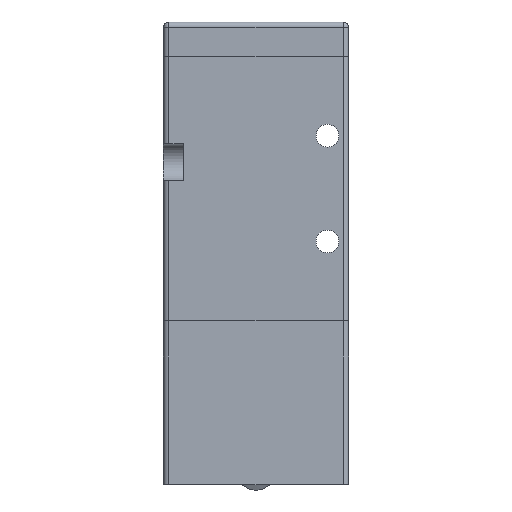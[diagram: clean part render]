
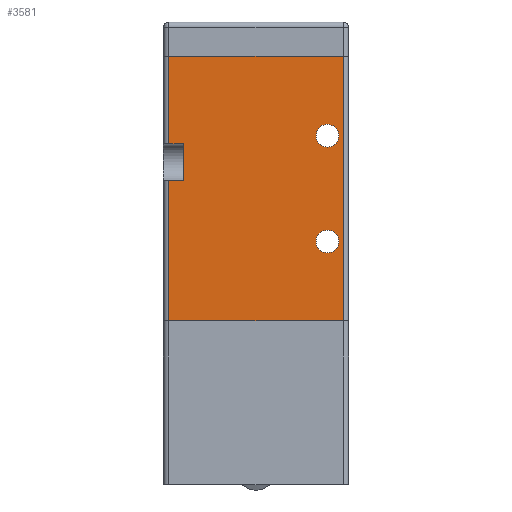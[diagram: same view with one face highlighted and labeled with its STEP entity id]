
A CAD part, front view. The second image highlights one B-rep face of the part: STEP entity #3581.
In plain terms, the highlighted planar face has unit normal (0, -1, 0).
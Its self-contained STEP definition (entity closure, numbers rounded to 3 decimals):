
#35 = VECTOR ( 'NONE', #10661, 1000. ) ;
#147 = DIRECTION ( 'NONE',  ( 0., -1., 0. ) ) ;
#179 = LINE ( 'NONE', #6032, #12296 ) ;
#297 = DIRECTION ( 'NONE',  ( 1., 0., 0. ) ) ;
#364 = ORIENTED_EDGE ( 'NONE', *, *, #1929, .T. ) ;
#367 = CARTESIAN_POINT ( 'NONE',  ( -21.46, -16.627, 15.5 ) ) ;
#578 = CARTESIAN_POINT ( 'NONE',  ( 8.54, -16.627, 30.5 ) ) ;
#616 = CARTESIAN_POINT ( 'NONE',  ( 8.54, -16.627, 50.5 ) ) ;
#617 = DIRECTION ( 'NONE',  ( 0., 1., 0. ) ) ;
#812 = DIRECTION ( 'NONE',  ( 0., 0., -1. ) ) ;
#826 = ORIENTED_EDGE ( 'NONE', *, *, #4801, .T. ) ;
#837 = VERTEX_POINT ( 'NONE', #3212 ) ;
#1141 = ORIENTED_EDGE ( 'NONE', *, *, #5068, .T. ) ;
#1238 = VECTOR ( 'NONE', #2635, 1000. ) ;
#1398 = LINE ( 'NONE', #2228, #6491 ) ;
#1564 = DIRECTION ( 'NONE',  ( 0., 0., -1. ) ) ;
#1627 = ORIENTED_EDGE ( 'NONE', *, *, #11629, .T. ) ;
#1769 = CARTESIAN_POINT ( 'NONE',  ( 8.54, -16.627, 28.35 ) ) ;
#1905 = CARTESIAN_POINT ( 'NONE',  ( 8.54, -16.627, 52.65 ) ) ;
#1909 = ORIENTED_EDGE ( 'NONE', *, *, #4662, .T. ) ;
#1929 = EDGE_CURVE ( 'NONE', #7746, #837, #9081, .T. ) ;
#2011 = EDGE_CURVE ( 'NONE', #9366, #6816, #5652, .T. ) ;
#2228 = CARTESIAN_POINT ( 'NONE',  ( -21.46, -16.627, 15.5 ) ) ;
#2317 = DIRECTION ( 'NONE',  ( 0., 0., -1. ) ) ;
#2401 = DIRECTION ( 'NONE',  ( 0., 1., 0. ) ) ;
#2523 = CARTESIAN_POINT ( 'NONE',  ( 8.54, -16.627, 30.5 ) ) ;
#2592 = CARTESIAN_POINT ( 'NONE',  ( 12.54, -16.627, 65.5 ) ) ;
#2635 = DIRECTION ( 'NONE',  ( -1., 0., 0. ) ) ;
#3098 = EDGE_CURVE ( 'NONE', #6816, #9366, #9635, .T. ) ;
#3212 = CARTESIAN_POINT ( 'NONE',  ( -21.46, -16.627, 42. ) ) ;
#3277 = DIRECTION ( 'NONE',  ( 0., 0., -1. ) ) ;
#3581 = ADVANCED_FACE ( 'NONE', ( #4558, #7411, #6822 ), #11818, .T. ) ;
#3643 = ORIENTED_EDGE ( 'NONE', *, *, #6012, .T. ) ;
#3718 = LINE ( 'NONE', #3851, #11089 ) ;
#3752 = LINE ( 'NONE', #2592, #1238 ) ;
#3806 = DIRECTION ( 'NONE',  ( 0., 0., 1. ) ) ;
#3851 = CARTESIAN_POINT ( 'NONE',  ( 12.54, -16.627, 15.5 ) ) ;
#3867 = AXIS2_PLACEMENT_3D ( 'NONE', #2523, #2401, #2317 ) ;
#3972 = VECTOR ( 'NONE', #5509, 1000. ) ;
#4044 = CARTESIAN_POINT ( 'NONE',  ( -18.66, -16.627, 49. ) ) ;
#4239 = ORIENTED_EDGE ( 'NONE', *, *, #7778, .T. ) ;
#4407 = CARTESIAN_POINT ( 'NONE',  ( 8.54, -16.627, 32.65 ) ) ;
#4456 = ORIENTED_EDGE ( 'NONE', *, *, #9374, .T. ) ;
#4558 = FACE_BOUND ( 'NONE', #6850, .T. ) ;
#4662 = EDGE_CURVE ( 'NONE', #7862, #8090, #7978, .T. ) ;
#4751 = VERTEX_POINT ( 'NONE', #4044 ) ;
#4756 = ORIENTED_EDGE ( 'NONE', *, *, #10350, .T. ) ;
#4801 = EDGE_CURVE ( 'NONE', #837, #11769, #1398, .T. ) ;
#4973 = VECTOR ( 'NONE', #297, 1000. ) ;
#5035 = ORIENTED_EDGE ( 'NONE', *, *, #3098, .T. ) ;
#5061 = CARTESIAN_POINT ( 'NONE',  ( 12.54, -16.627, 49. ) ) ;
#5068 = EDGE_CURVE ( 'NONE', #8090, #11281, #3752, .T. ) ;
#5275 = DIRECTION ( 'NONE',  ( 0., 1., 0. ) ) ;
#5509 = DIRECTION ( 'NONE',  ( -1., 0., 0. ) ) ;
#5652 = CIRCLE ( 'NONE', #11105, 2.15 ) ;
#5664 = VERTEX_POINT ( 'NONE', #1905 ) ;
#5989 = EDGE_CURVE ( 'NONE', #12408, #4751, #10054, .T. ) ;
#6012 = EDGE_CURVE ( 'NONE', #4751, #7746, #179, .T. ) ;
#6032 = CARTESIAN_POINT ( 'NONE',  ( -18.66, -16.627, 15.5 ) ) ;
#6043 = CIRCLE ( 'NONE', #12331, 2.15 ) ;
#6359 = CARTESIAN_POINT ( 'NONE',  ( -21.46, -16.627, 15.5 ) ) ;
#6491 = VECTOR ( 'NONE', #10855, 1000. ) ;
#6561 = CARTESIAN_POINT ( 'NONE',  ( 12.54, -16.627, 42. ) ) ;
#6816 = VERTEX_POINT ( 'NONE', #1769 ) ;
#6822 = FACE_OUTER_BOUND ( 'NONE', #9036, .T. ) ;
#6850 = EDGE_LOOP ( 'NONE', ( #1627, #4456 ) ) ;
#7003 = DIRECTION ( 'NONE',  ( 0., 0., -1. ) ) ;
#7313 = DIRECTION ( 'NONE',  ( 0., 1., 0. ) ) ;
#7411 = FACE_BOUND ( 'NONE', #10865, .T. ) ;
#7494 = CARTESIAN_POINT ( 'NONE',  ( -21.46, -16.627, 65.5 ) ) ;
#7532 = ORIENTED_EDGE ( 'NONE', *, *, #2011, .T. ) ;
#7558 = VECTOR ( 'NONE', #3277, 1000. ) ;
#7705 = VERTEX_POINT ( 'NONE', #8556 ) ;
#7730 = DIRECTION ( 'NONE',  ( 1., 0., 0. ) ) ;
#7746 = VERTEX_POINT ( 'NONE', #10485 ) ;
#7778 = EDGE_CURVE ( 'NONE', #11769, #7862, #3718, .T. ) ;
#7862 = VERTEX_POINT ( 'NONE', #7970 ) ;
#7944 = AXIS2_PLACEMENT_3D ( 'NONE', #616, #7313, #1564 ) ;
#7970 = CARTESIAN_POINT ( 'NONE',  ( 11.54, -16.627, 15.5 ) ) ;
#7978 = LINE ( 'NONE', #9676, #35 ) ;
#8090 = VERTEX_POINT ( 'NONE', #12181 ) ;
#8514 = ORIENTED_EDGE ( 'NONE', *, *, #5989, .T. ) ;
#8556 = CARTESIAN_POINT ( 'NONE',  ( 8.54, -16.627, 48.35 ) ) ;
#9036 = EDGE_LOOP ( 'NONE', ( #1141, #4756, #8514, #3643, #364, #826, #4239, #1909 ) ) ;
#9081 = LINE ( 'NONE', #6561, #3972 ) ;
#9172 = AXIS2_PLACEMENT_3D ( 'NONE', #10850, #147, #3806 ) ;
#9366 = VERTEX_POINT ( 'NONE', #4407 ) ;
#9374 = EDGE_CURVE ( 'NONE', #5664, #7705, #11774, .T. ) ;
#9635 = CIRCLE ( 'NONE', #3867, 2.15 ) ;
#9676 = CARTESIAN_POINT ( 'NONE',  ( 11.54, -16.627, 15.5 ) ) ;
#10054 = LINE ( 'NONE', #5061, #4973 ) ;
#10085 = LINE ( 'NONE', #367, #7558 ) ;
#10350 = EDGE_CURVE ( 'NONE', #11281, #12408, #10085, .T. ) ;
#10485 = CARTESIAN_POINT ( 'NONE',  ( -18.66, -16.627, 42. ) ) ;
#10661 = DIRECTION ( 'NONE',  ( 0., 0., 1. ) ) ;
#10850 = CARTESIAN_POINT ( 'NONE',  ( 12.54, -16.627, 15.5 ) ) ;
#10855 = DIRECTION ( 'NONE',  ( 0., 0., -1. ) ) ;
#10865 = EDGE_LOOP ( 'NONE', ( #5035, #7532 ) ) ;
#11000 = CARTESIAN_POINT ( 'NONE',  ( 8.54, -16.627, 50.5 ) ) ;
#11089 = VECTOR ( 'NONE', #7730, 1000. ) ;
#11105 = AXIS2_PLACEMENT_3D ( 'NONE', #578, #617, #812 ) ;
#11281 = VERTEX_POINT ( 'NONE', #7494 ) ;
#11376 = CARTESIAN_POINT ( 'NONE',  ( -21.46, -16.627, 49. ) ) ;
#11629 = EDGE_CURVE ( 'NONE', #7705, #5664, #6043, .T. ) ;
#11769 = VERTEX_POINT ( 'NONE', #6359 ) ;
#11774 = CIRCLE ( 'NONE', #7944, 2.15 ) ;
#11818 = PLANE ( 'NONE',  #9172 ) ;
#11963 = DIRECTION ( 'NONE',  ( 0., 0., -1. ) ) ;
#12181 = CARTESIAN_POINT ( 'NONE',  ( 11.54, -16.627, 65.5 ) ) ;
#12296 = VECTOR ( 'NONE', #7003, 1000. ) ;
#12331 = AXIS2_PLACEMENT_3D ( 'NONE', #11000, #5275, #11963 ) ;
#12408 = VERTEX_POINT ( 'NONE', #11376 ) ;
